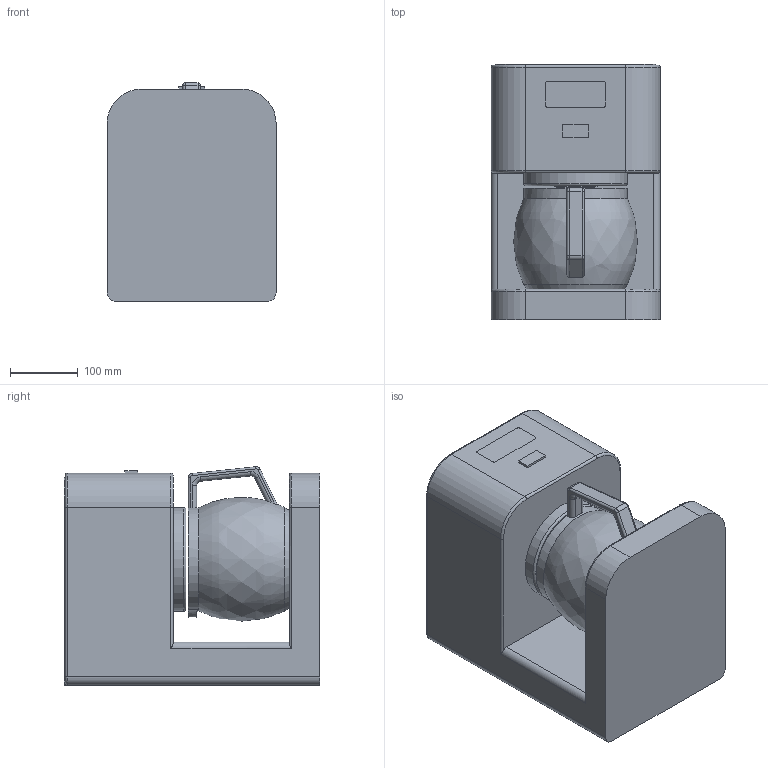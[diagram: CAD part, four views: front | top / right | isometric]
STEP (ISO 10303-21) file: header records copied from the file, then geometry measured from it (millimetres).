
FILE_DESCRIPTION(/* description */ (''),/* implementation_level */ '2;1');
FILE_NAME(/* name */ 'CoffeePot_Assembly.stp',/* time_stamp */ '2022-09-02T10:37:41-04:00',/* author */ ('NH'),/* organization */ (''),/* preprocessor_version */ 'ST-DEVELOPER v19.2',/* originating_system */ 'Autodesk Inventor 2023',/* authorisation */ '');
FILE_SCHEMA (('AUTOMOTIVE_DESIGN { 1 0 10303 214 3 1 1 }'));
Length unit declared in the file: inch
Products named in the file (2): CoffeePot_Assembly; CoffeePot_Assembly_Simplify_1
Assembly tree (1 placements, depth 2):
  CoffeePot_Assembly
    CoffeePot_Assembly_Simplify_1
Bounding box: 250.19 x 375.92 x 321.63 mm (x, y, z)
Volume: 19033515.1 mm3; surface area: 826636.5 mm2
Topology: 1 solids, 2 shells, 176 faces, 442 edges, 275 vertices
Faces by surface type: cylinder 77, plane 66, torus 25, bspline 6, cone 2
Full cylindrical faces by diameter (mm): 25.4 x1, 31.75 x1, 146.05 x1, 152.4 x1
Entity records: 5813 total; most frequent: CARTESIAN_POINT 1216, DIRECTION 948, ORIENTED_EDGE 884, EDGE_CURVE 442, AXIS2_PLACEMENT_3D 369, VERTEX_POINT 275, LINE 210, VECTOR 210
